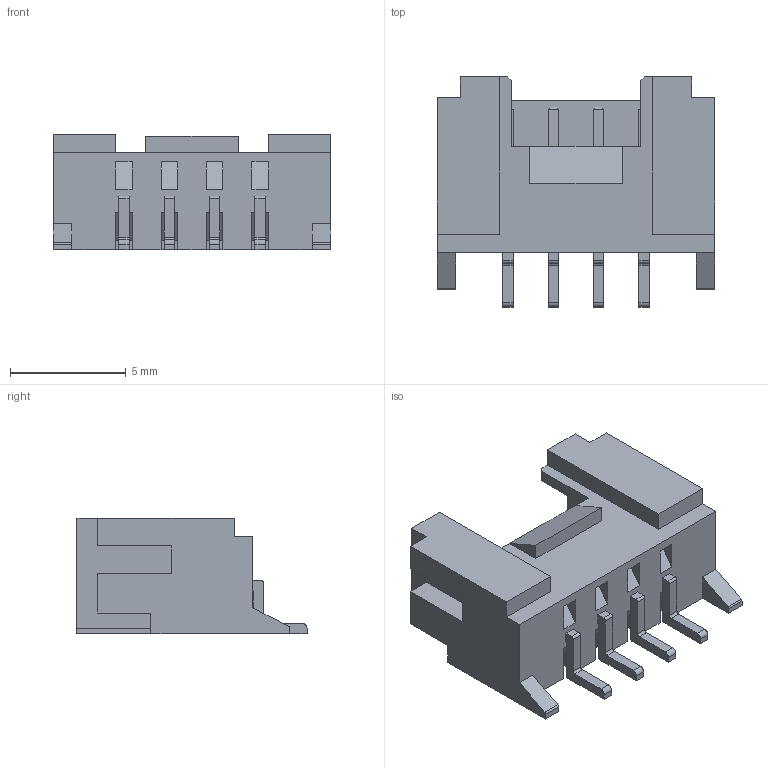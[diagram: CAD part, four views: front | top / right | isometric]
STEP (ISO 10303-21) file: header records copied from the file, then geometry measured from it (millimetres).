
FILE_DESCRIPTION (( 'STEP AP214' ), '1' );
FILE_NAME ('Connecteur Grove (flat).STEP', '2017-03-27T09:16:43', ( '' ), ( '' ), 'SwSTEP 2.0', 'SolidWorks 2013', '' );
FILE_SCHEMA (( 'AUTOMOTIVE_DESIGN' ));
Length unit declared in the file: millimetre
Products named in the file (1): Connecteur Grove (flat)
Bounding box: 12 x 9.95 x 5 mm (x, y, z)
Volume: 218.3 mm3; surface area: 595.1 mm2
Topology: 1 solids, 1 shells, 192 faces, 516 edges, 338 vertices
Faces by surface type: plane 168, cylinder 24
Entity records: 7104 total; most frequent: CARTESIAN_POINT 1047, ORIENTED_EDGE 1032, DIRECTION 950, EDGE_CURVE 516, LINE 468, VECTOR 468, VERTEX_POINT 338, AXIS2_PLACEMENT_3D 241
